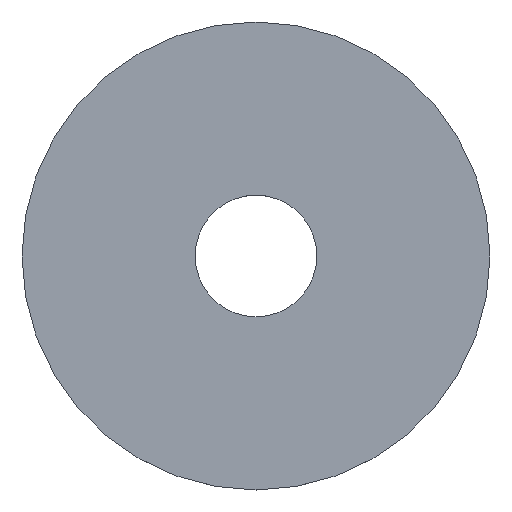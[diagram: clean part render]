
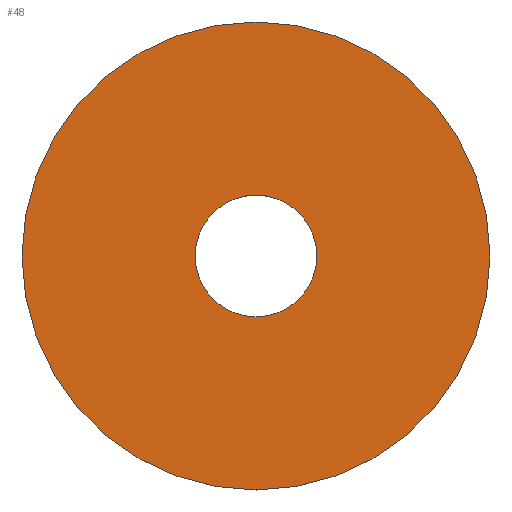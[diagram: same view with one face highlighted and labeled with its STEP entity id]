
A CAD part, top view. The second image highlights one B-rep face of the part: STEP entity #48.
In plain terms, the highlighted planar face has unit normal (0, 0, 1).
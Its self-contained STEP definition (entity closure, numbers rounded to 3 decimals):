
#22 = DIRECTION ( 'NONE',  ( 0., 0., -1. ) ) ;
#27 = DIRECTION ( 'NONE',  ( 0., 0., -1. ) ) ;
#35 = DIRECTION ( 'NONE',  ( 0., 1., 0. ) ) ;
#45 = ORIENTED_EDGE ( 'NONE', *, *, #160, .T. ) ;
#48 = ADVANCED_FACE ( 'NONE', ( #62, #90 ), #150, .T. ) ;
#51 = DIRECTION ( 'NONE',  ( 0., -1., 0. ) ) ;
#58 = AXIS2_PLACEMENT_3D ( 'NONE', #113, #103, #51 ) ;
#62 = FACE_BOUND ( 'NONE', #108, .T. ) ;
#70 = EDGE_LOOP ( 'NONE', ( #158 ) ) ;
#90 = FACE_OUTER_BOUND ( 'NONE', #70, .T. ) ;
#100 = EDGE_CURVE ( 'NONE', #127, #127, #155, .T. ) ;
#103 = DIRECTION ( 'NONE',  ( 0., 0., 1. ) ) ;
#104 = AXIS2_PLACEMENT_3D ( 'NONE', #149, #27, #141 ) ;
#108 = EDGE_LOOP ( 'NONE', ( #45 ) ) ;
#113 = CARTESIAN_POINT ( 'NONE',  ( 0., 6.5, 0.9 ) ) ;
#118 = CARTESIAN_POINT ( 'NONE',  ( 0., 0., 0.9 ) ) ;
#120 = CARTESIAN_POINT ( 'NONE',  ( 0., 25., 0.9 ) ) ;
#121 = CIRCLE ( 'NONE', #159, 6.5 ) ;
#125 = VERTEX_POINT ( 'NONE', #137 ) ;
#127 = VERTEX_POINT ( 'NONE', #120 ) ;
#137 = CARTESIAN_POINT ( 'NONE',  ( 0., 6.5, 0.9 ) ) ;
#141 = DIRECTION ( 'NONE',  ( 0., 1., 0. ) ) ;
#149 = CARTESIAN_POINT ( 'NONE',  ( 0., 0., 0.9 ) ) ;
#150 = PLANE ( 'NONE',  #58 ) ;
#155 = CIRCLE ( 'NONE', #104, 25. ) ;
#158 = ORIENTED_EDGE ( 'NONE', *, *, #100, .F. ) ;
#159 = AXIS2_PLACEMENT_3D ( 'NONE', #118, #22, #35 ) ;
#160 = EDGE_CURVE ( 'NONE', #125, #125, #121, .T. ) ;
